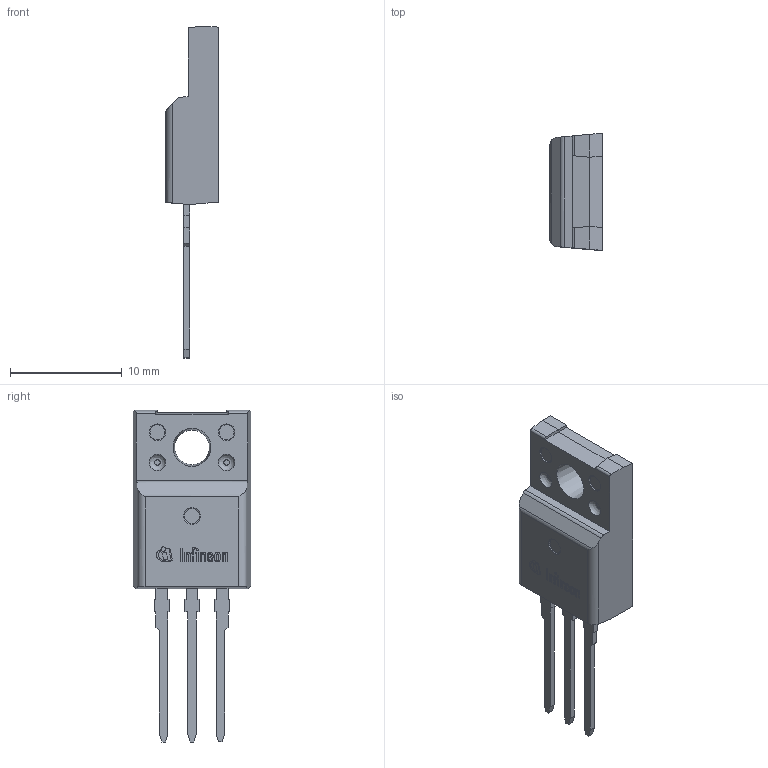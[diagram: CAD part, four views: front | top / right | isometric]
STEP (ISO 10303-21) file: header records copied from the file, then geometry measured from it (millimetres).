
FILE_DESCRIPTION(/* description */ (''),/* implementation_level */ '2;1');
FILE_NAME(/* name */ 'PG-TO220-3-313_Z8B00176467_V02_3D.stp',/* time_stamp */ '2019-08-13T17:06:05+06:00',/* author */ ('janartha'),/* organization */ (''),/* preprocessor_version */ 'ST-DEVELOPER v16.13',/* originating_system */ 'AutoCAD Mechanical',/* authorisation */ '');
FILE_SCHEMA (('AUTOMOTIVE_DESIGN { 1 0 10303 214 3 1 1 }'));
Length unit declared in the file: millimetre
Products named in the file (1): Product
Bounding box: 4.71 x 10.5 x 29.75 mm (x, y, z)
Volume: 606.5 mm3; surface area: 662 mm2
Topology: 16 solids, 16 shells, 315 faces, 803 edges, 532 vertices
Faces by surface type: plane 170, cylinder 132, torus 10, bspline 2, cone 1
Full cylindrical faces by diameter (mm): 0.195 x1, 0.403 x1, 1.2 x2, 1.5 x6, 2.2 x2
Entity records: 9548 total; most frequent: CARTESIAN_POINT 1694, DIRECTION 1686, ORIENTED_EDGE 1560, EDGE_CURVE 780, AXIS2_PLACEMENT_3D 596, VERTEX_POINT 532, LINE 494, VECTOR 494
